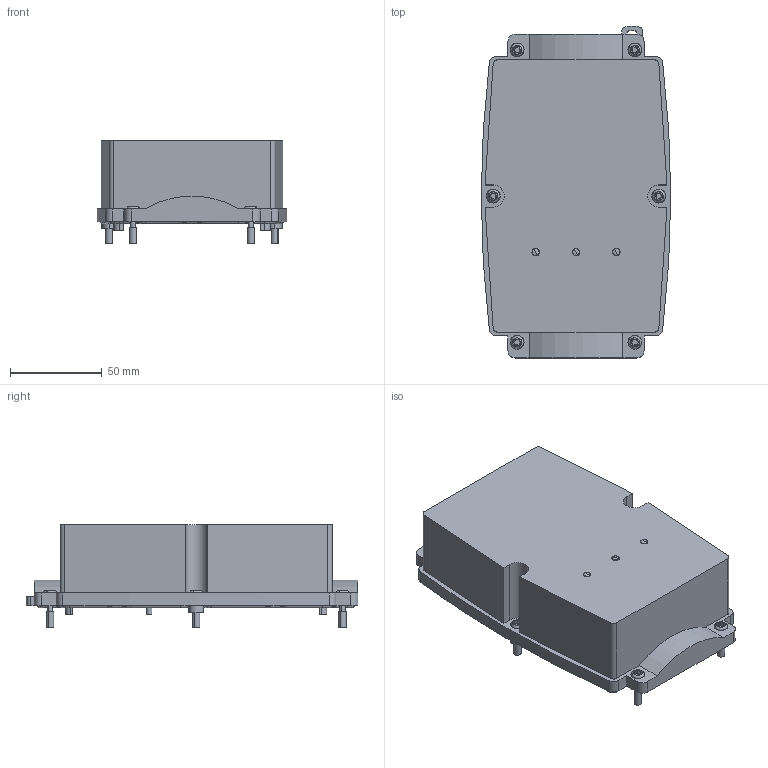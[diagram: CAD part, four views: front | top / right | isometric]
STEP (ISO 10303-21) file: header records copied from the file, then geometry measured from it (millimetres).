
FILE_DESCRIPTION(('CATIA V5 STEP Exchange','CAx-IF Rec.Pracs.--- Model Styling and Organization---1.4--- 2014-01-23'),'2;1');
FILE_NAME ('1146358-7_0', '2024-02-15T10:52:23+00:00', ('none'), ('Weidmueller'), 'CATIA Version 5-6 Release 2016 SP3 HF44', 'CATIA V5 STEP AP214', 'none');
FILE_SCHEMA(('AUTOMOTIVE_DESIGN { 1 0 10303 214 1 1 1 1 }'));
Length unit declared in the file: millimetre
Products named in the file (1): 2689800000
Bounding box: 103 x 180.5 x 56.35 mm (x, y, z)
Volume: 148034.5 mm3; surface area: 104654.5 mm2
Topology: 11 solids, 11 shells, 1170 faces, 2972 edges, 1802 vertices
Faces by surface type: plane 490, cylinder 448, torus 131, cone 47, bspline 36, sphere 18
Entity records: 37493 total; most frequent: CARTESIAN_POINT 12255, ORIENTED_EDGE 5868, DIRECTION 3998, EDGE_CURVE 2934, VERTEX_POINT 1802, AXIS2_PLACEMENT_3D 1745, VECTOR 1524, LINE 1524
